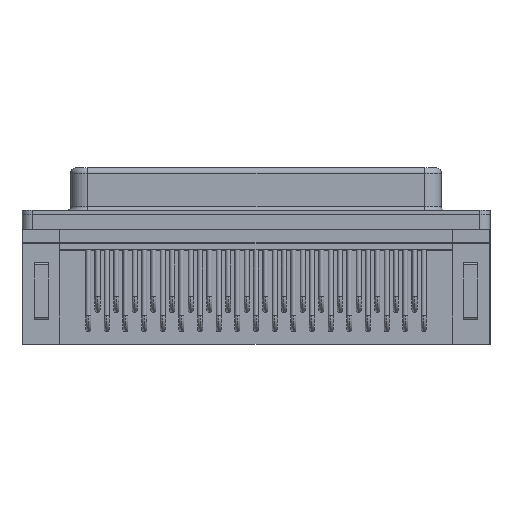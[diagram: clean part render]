
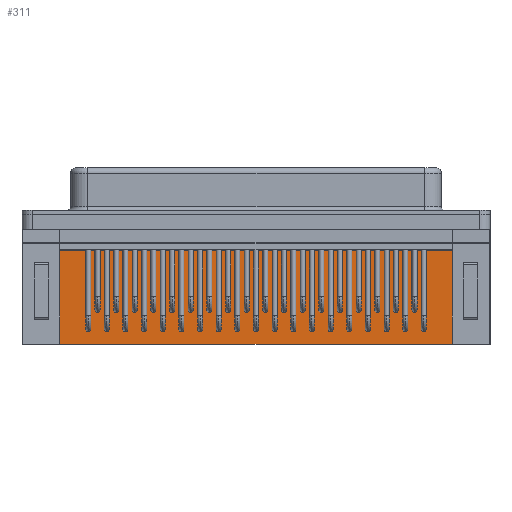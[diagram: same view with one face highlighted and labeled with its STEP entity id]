
A CAD part, top view. The second image highlights one B-rep face of the part: STEP entity #311.
In plain terms, the highlighted planar face has unit normal (0, 0, 1).
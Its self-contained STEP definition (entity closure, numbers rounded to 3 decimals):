
#80=CARTESIAN_POINT('',(29.05,7.99,2.8));
#81=VERTEX_POINT('',#80);
#88=CARTESIAN_POINT('',(29.05,-6.96,2.8));
#89=VERTEX_POINT('',#88);
#90=CARTESIAN_POINT('',(29.05,-6.96,2.8));
#91=DIRECTION('',(0.0,1.0,0.0));
#92=VECTOR('',#91,14.95);
#93=LINE('',#90,#92);
#94=EDGE_CURVE('',#89,#81,#93,.T.);
#118=CARTESIAN_POINT('',(28.95,7.99,2.8));
#119=VERTEX_POINT('',#118);
#126=CARTESIAN_POINT('',(28.95,7.99,2.8));
#127=DIRECTION('',(1.0,0.0,0.0));
#128=VECTOR('',#127,0.1);
#129=LINE('',#126,#128);
#130=EDGE_CURVE('',#119,#81,#129,.T.);
#143=CARTESIAN_POINT('',(-29.,9.49,2.8));
#144=VERTEX_POINT('',#143);
#151=CARTESIAN_POINT('',(28.95,9.49,2.8));
#152=VERTEX_POINT('',#151);
#153=CARTESIAN_POINT('',(-29.,9.49,2.8));
#154=DIRECTION('',(1.0,0.0,0.0));
#155=VECTOR('',#154,57.95);
#156=LINE('',#153,#155);
#157=EDGE_CURVE('',#144,#152,#156,.T.);
#189=CARTESIAN_POINT('',(28.95,7.99,2.8));
#190=DIRECTION('',(0.0,1.0,0.0));
#191=VECTOR('',#190,1.5);
#192=LINE('',#189,#191);
#193=EDGE_CURVE('',#119,#152,#192,.T.);
#205=CARTESIAN_POINT('',(-29.,7.99,2.8));
#206=VERTEX_POINT('',#205);
#213=CARTESIAN_POINT('',(-29.,7.99,2.8));
#214=DIRECTION('',(0.0,1.0,0.0));
#215=VECTOR('',#214,1.5);
#216=LINE('',#213,#215);
#217=EDGE_CURVE('',#206,#144,#216,.T.);
#244=CARTESIAN_POINT('',(-29.05,-6.96,2.8));
#245=VERTEX_POINT('',#244);
#252=CARTESIAN_POINT('',(-29.05,7.99,2.8));
#253=VERTEX_POINT('',#252);
#254=CARTESIAN_POINT('',(-29.05,-6.96,2.8));
#255=DIRECTION('',(0.0,1.0,0.0));
#256=VECTOR('',#255,14.95);
#257=LINE('',#254,#256);
#258=EDGE_CURVE('',#245,#253,#257,.T.);
#274=CARTESIAN_POINT('',(29.05,-6.96,2.8));
#275=DIRECTION('',(-1.0,0.0,0.0));
#276=VECTOR('',#275,58.1);
#277=LINE('',#274,#276);
#278=EDGE_CURVE('',#89,#245,#277,.T.);
#291=CARTESIAN_POINT('',(-29.025,0.515,2.8));
#292=DIRECTION('',(0.0,0.0,-1.0));
#293=DIRECTION('',(-1.0,0.0,0.0));
#294=AXIS2_PLACEMENT_3D('',#291,#292,#293);
#295=PLANE('',#294);
#296=CARTESIAN_POINT('',(-29.,7.99,2.8));
#297=DIRECTION('',(-1.0,0.0,0.0));
#298=VECTOR('',#297,0.05);
#299=LINE('',#296,#298);
#300=EDGE_CURVE('',#206,#253,#299,.T.);
#301=ORIENTED_EDGE('',*,*,#300,.T.);
#302=ORIENTED_EDGE('',*,*,#258,.F.);
#303=ORIENTED_EDGE('',*,*,#278,.F.);
#304=ORIENTED_EDGE('',*,*,#94,.T.);
#305=ORIENTED_EDGE('',*,*,#130,.F.);
#306=ORIENTED_EDGE('',*,*,#193,.T.);
#307=ORIENTED_EDGE('',*,*,#157,.F.);
#308=ORIENTED_EDGE('',*,*,#217,.F.);
#309=EDGE_LOOP('',(#301,#302,#303,#304,#305,#306,#307,#308));
#310=FACE_OUTER_BOUND('',#309,.T.);
#311=ADVANCED_FACE('',(#310),#295,.F.);
